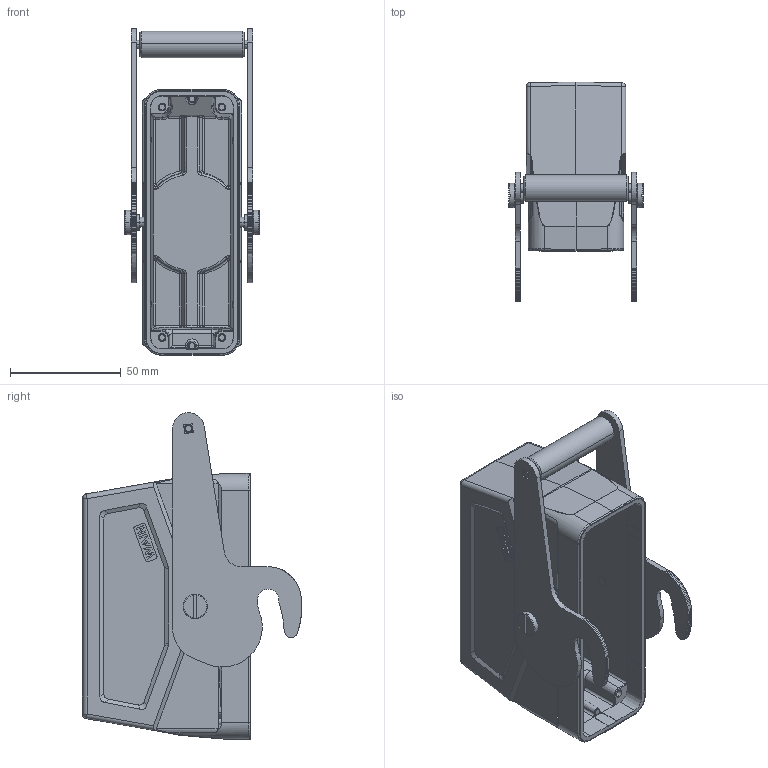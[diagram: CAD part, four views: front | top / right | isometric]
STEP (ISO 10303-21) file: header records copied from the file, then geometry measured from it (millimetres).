
FILE_DESCRIPTION(/* description */ (''),/* implementation_level */ '2;1');
FILE_NAME(/* name */ '3D_1121245505007_W24B-MSEH-1L_C-PG29_V1.0_stp.stp',/* time_stamp */ '2023-12-07T18:15:06+08:00',/* author */ (''),/* organization */ (''),/* preprocessor_version */ 'ST-DEVELOPER v18.1',/* originating_system */ 'SIEMENS PLM Software NX 1980',/* authorisation */ '');
FILE_SCHEMA (('AP203_CONFIGURATION_CONTROLLED_3D_DESIGN_OF_MECHANICAL_PARTS_AND_ASSEMBLIES_MIM_LF { 1 0 10303 403 2 1 2}'));
Length unit declared in the file: millimetre
Products named in the file (1): temp
Bounding box: 60.8 x 99.05 x 147.39 mm (x, y, z)
Volume: 117566.5 mm3; surface area: 69220.2 mm2
Topology: 4 solids, 4 shells, 727 faces, 1927 edges, 1220 vertices
Faces by surface type: cylinder 318, plane 281, torus 57, cone 24, sphere 23, bspline 23, revolution 1
Entity records: 25532 total; most frequent: CARTESIAN_POINT 7834, ORIENTED_EDGE 3808, DIRECTION 3513, EDGE_CURVE 1904, AXIS2_PLACEMENT_3D 1296, VERTEX_POINT 1220, LINE 920, VECTOR 920
